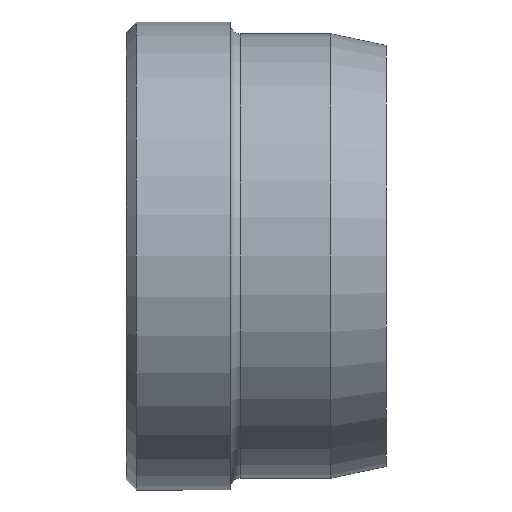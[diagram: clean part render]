
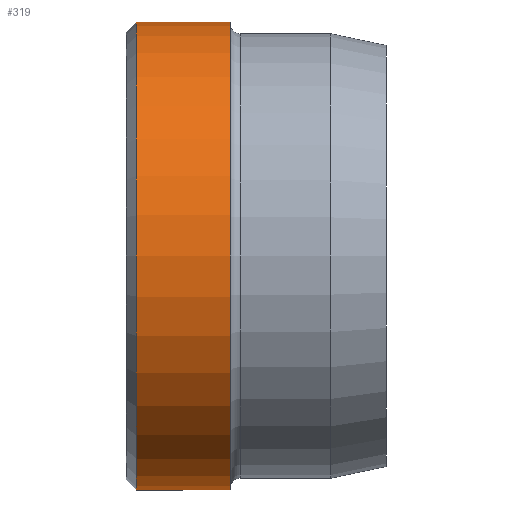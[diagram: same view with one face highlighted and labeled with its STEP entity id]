
A CAD part, left-side view. The second image highlights one B-rep face of the part: STEP entity #319.
In plain terms, the highlighted cylindrical face has radius 9 mm (diameter 18 mm), a partial arc.
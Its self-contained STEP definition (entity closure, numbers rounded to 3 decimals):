
#55 = EDGE_LOOP ( 'NONE', ( #143, #144, #86, #146 ) ) ;
#86 = ORIENTED_EDGE ( 'NONE', *, *, #294, .T. ) ;
#95 = VERTEX_POINT ( 'NONE', #470 ) ;
#104 = VERTEX_POINT ( 'NONE', #461 ) ;
#110 = VERTEX_POINT ( 'NONE', #437 ) ;
#122 = VERTEX_POINT ( 'NONE', #438 ) ;
#143 = ORIENTED_EDGE ( 'NONE', *, *, #285, .F. ) ;
#144 = ORIENTED_EDGE ( 'NONE', *, *, #283, .T. ) ;
#146 = ORIENTED_EDGE ( 'NONE', *, *, #290, .F. ) ;
#176 = LINE ( 'NONE', #624, #341 ) ;
#188 = LINE ( 'NONE', #533, #356 ) ;
#213 = FACE_OUTER_BOUND ( 'NONE', #55, .T. ) ;
#214 = CYLINDRICAL_SURFACE ( 'NONE', #393, 9. ) ;
#283 = EDGE_CURVE ( 'NONE', #104, #95, #505, .T. ) ;
#285 = EDGE_CURVE ( 'NONE', #104, #122, #176, .T. ) ;
#290 = EDGE_CURVE ( 'NONE', #122, #110, #348, .T. ) ;
#294 = EDGE_CURVE ( 'NONE', #95, #110, #188, .T. ) ;
#319 = ADVANCED_FACE ( 'NONE', ( #213 ), #214, .T. ) ;
#336 = AXIS2_PLACEMENT_3D ( 'NONE', #614, #595, #596 ) ;
#341 = VECTOR ( 'NONE', #625, 1000. ) ;
#348 = CIRCLE ( 'NONE', #349, 9. ) ;
#349 = AXIS2_PLACEMENT_3D ( 'NONE', #511, #513, #521 ) ;
#356 = VECTOR ( 'NONE', #534, 1000. ) ;
#393 = AXIS2_PLACEMENT_3D ( 'NONE', #640, #642, #641 ) ;
#437 = CARTESIAN_POINT ( 'NONE',  ( 0., 9.6, 9. ) ) ;
#438 = CARTESIAN_POINT ( 'NONE',  ( 0., 9.6, -9. ) ) ;
#461 = CARTESIAN_POINT ( 'NONE',  ( 0., 6., -9. ) ) ;
#470 = CARTESIAN_POINT ( 'NONE',  ( 0., 6., 9. ) ) ;
#505 = CIRCLE ( 'NONE', #336, 9. ) ;
#511 = CARTESIAN_POINT ( 'NONE',  ( 0., 9.6, 0. ) ) ;
#513 = DIRECTION ( 'NONE',  ( 0., 1., 0. ) ) ;
#521 = DIRECTION ( 'NONE',  ( 0., 0., 1. ) ) ;
#533 = CARTESIAN_POINT ( 'NONE',  ( 0., 0., 9. ) ) ;
#534 = DIRECTION ( 'NONE',  ( 0., 1., 0. ) ) ;
#595 = DIRECTION ( 'NONE',  ( 0., 1., 0. ) ) ;
#596 = DIRECTION ( 'NONE',  ( 0., 0., 1. ) ) ;
#614 = CARTESIAN_POINT ( 'NONE',  ( 0., 6., 0. ) ) ;
#624 = CARTESIAN_POINT ( 'NONE',  ( 0., 0., -9. ) ) ;
#625 = DIRECTION ( 'NONE',  ( 0., 1., 0. ) ) ;
#640 = CARTESIAN_POINT ( 'NONE',  ( 0., 0., 0. ) ) ;
#641 = DIRECTION ( 'NONE',  ( 0., 0., 1. ) ) ;
#642 = DIRECTION ( 'NONE',  ( 0., 1., 0. ) ) ;
